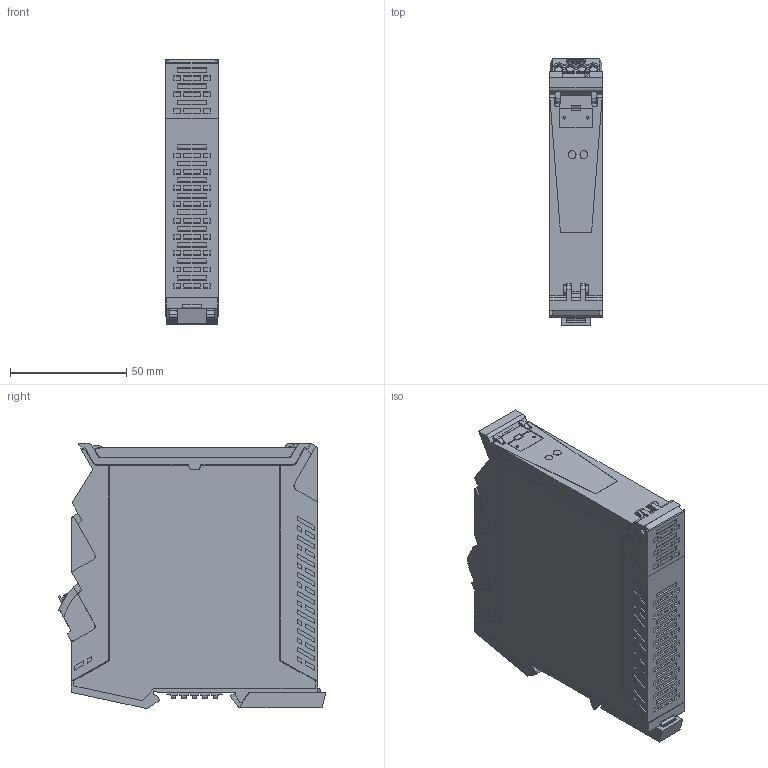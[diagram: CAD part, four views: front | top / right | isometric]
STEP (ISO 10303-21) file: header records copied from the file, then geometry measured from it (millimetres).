
FILE_DESCRIPTION(('CATIA V5 STEP Exchange','CAx-IF Rec.Pracs.--- Model Styling and Organization---1.4--- 2014-01-23'),'2;1');
FILE_NAME ('D1372010_1', '2019-04-05T09:23:36+00:00', ('none'), ('Weidmueller'), 'CATIA Version 5-6 Release 2016 SP3 HF44', 'CATIA V5 STEP AP214', 'none');
FILE_SCHEMA(('AUTOMOTIVE_DESIGN { 1 0 10303 214 1 1 1 1 }'));
Length unit declared in the file: millimetre
Products named in the file (1): 1510370000
Bounding box: 22.5 x 115.01 x 114.02 mm (x, y, z)
Volume: 251199.9 mm3; surface area: 51569.6 mm2
Topology: 17 solids, 17 shells, 1389 faces, 4020 edges, 2789 vertices
Faces by surface type: plane 1162, cylinder 184, extrusion 31, sphere 6, revolution 4, bspline 2
Entity records: 44520 total; most frequent: CARTESIAN_POINT 9545, ORIENTED_EDGE 8032, DIRECTION 5041, EDGE_CURVE 4016, VECTOR 3131, LINE 3100, VERTEX_POINT 2789, EDGE_LOOP 1539
